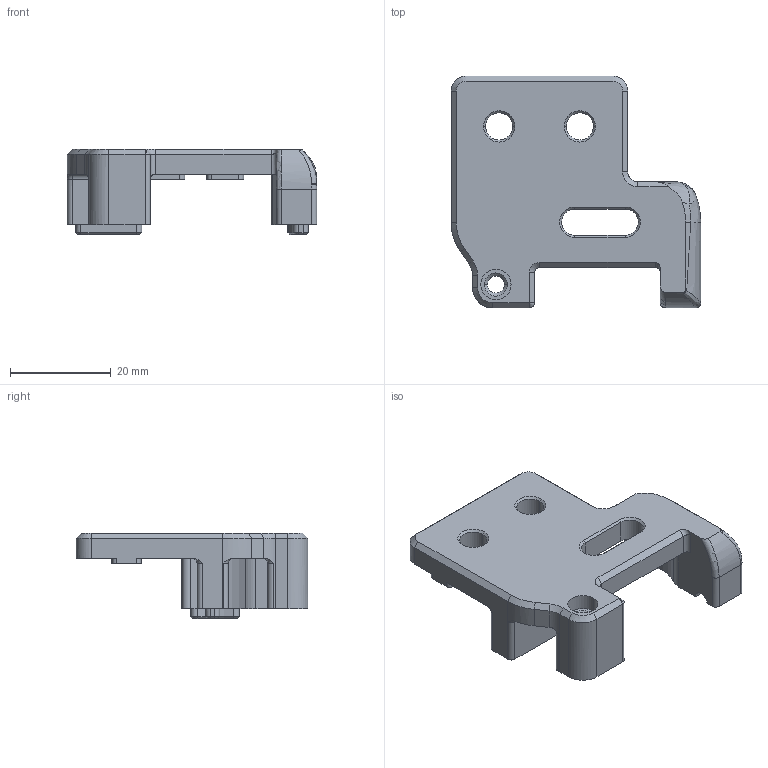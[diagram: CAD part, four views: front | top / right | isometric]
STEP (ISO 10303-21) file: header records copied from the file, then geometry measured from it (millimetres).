
FILE_DESCRIPTION((''),'2;1');
FILE_NAME('FRONT_IDLER_TOP_A','2022-02-03T13:17:24',('Pa'),(''),'CREO PARAMETRIC BY PTC INC, 2021063','CREO PARAMETRIC BY PTC INC, 2021063','');
FILE_SCHEMA(('CONFIG_CONTROL_DESIGN','SHAPE_APPEARANCE_LAYERS_GROUPS'));
Length unit declared in the file: millimetre
Products named in the file (1): FRONT_IDLER_TOP_A
Bounding box: 49.5 x 46 x 17 mm (x, y, z)
Volume: 11462.9 mm3; surface area: 6112.9 mm2
Topology: 1 solids, 1 shells, 176 faces, 495 edges, 321 vertices
Faces by surface type: plane 70, cylinder 62, cone 28, torus 8, bspline 8
Entity records: 7573 total; most frequent: CARTESIAN_POINT 1385, DIRECTION 998, ORIENTED_EDGE 988, PRESENTATION_STYLE_ASSIGNMENT 495, STYLED_ITEM 495, CURVE_STYLE 494, EDGE_CURVE 494, AXIS2_PLACEMENT_3D 368
